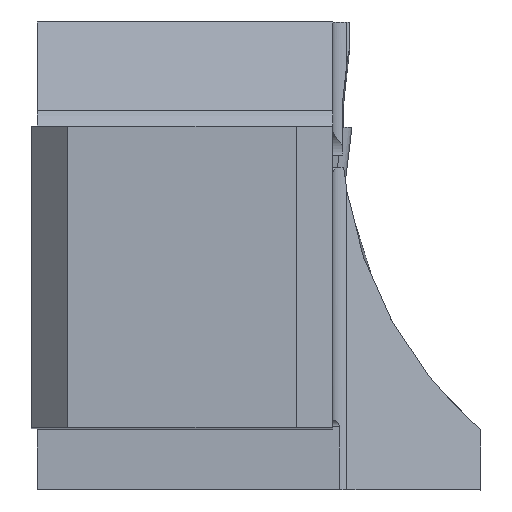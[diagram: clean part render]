
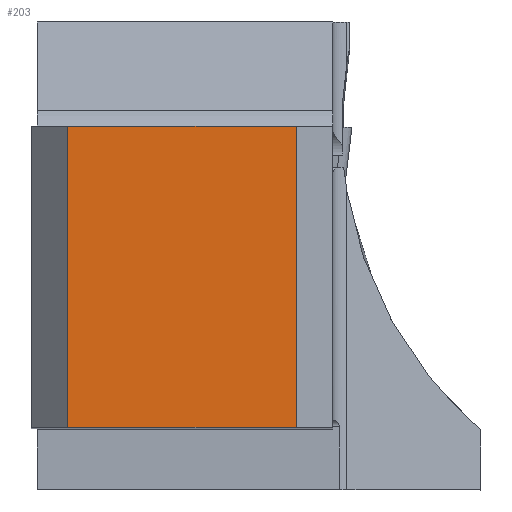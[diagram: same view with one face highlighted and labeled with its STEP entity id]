
A CAD part, top view. The second image highlights one B-rep face of the part: STEP entity #203.
In plain terms, the highlighted planar face has unit normal (0, 0, 1).
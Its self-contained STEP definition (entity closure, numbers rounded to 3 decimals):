
#203=ADVANCED_FACE('CU_BACK_SU1',(#413),#328,.F.);
#328=PLANE('',#2877);
#413=FACE_OUTER_BOUND('',#546,.T.);
#546=EDGE_LOOP('',(#981,#982,#983,#984));
#981=ORIENTED_EDGE('',*,*,#1973,.F.);
#982=ORIENTED_EDGE('',*,*,#1921,.F.);
#983=ORIENTED_EDGE('',*,*,#1974,.T.);
#984=ORIENTED_EDGE('',*,*,#1969,.T.);
#1648=VERTEX_POINT('',#3777);
#1649=VERTEX_POINT('',#3779);
#1678=VERTEX_POINT('',#3945);
#1679=VERTEX_POINT('',#3947);
#1921=EDGE_CURVE('',#1648,#1649,#2280,.T.);
#1969=EDGE_CURVE('',#1679,#1678,#2311,.T.);
#1973=EDGE_CURVE('',#1649,#1678,#2314,.T.);
#1974=EDGE_CURVE('',#1648,#1679,#2315,.T.);
#2280=LINE('',#3778,#2525);
#2311=LINE('',#3946,#2556);
#2314=LINE('',#3953,#2559);
#2315=LINE('',#3954,#2560);
#2525=VECTOR('',#3099,1.);
#2556=VECTOR('',#3174,1.);
#2559=VECTOR('',#3181,1.);
#2560=VECTOR('',#3182,1.);
#2877=AXIS2_PLACEMENT_3D('',#3955,#3183,#3184);
#3099=DIRECTION('',(1.,0.,0.));
#3174=DIRECTION('',(1.,0.,0.));
#3181=DIRECTION('',(0.,-1.,0.));
#3182=DIRECTION('',(0.,-1.,0.));
#3183=DIRECTION('',(0.,0.,-1.));
#3184=DIRECTION('',(1.,0.,0.));
#3777=CARTESIAN_POINT('',(3.,24.925,0.));
#3778=CARTESIAN_POINT('',(110.,24.925,0.));
#3779=CARTESIAN_POINT('',(21.925,24.925,0.));
#3945=CARTESIAN_POINT('',(21.925,0.,0.));
#3946=CARTESIAN_POINT('',(110.,0.,0.));
#3947=CARTESIAN_POINT('',(3.,0.,0.));
#3953=CARTESIAN_POINT('',(21.925,0.,0.));
#3954=CARTESIAN_POINT('',(3.,0.,0.));
#3955=CARTESIAN_POINT('',(-23.246,44.925,0.));
